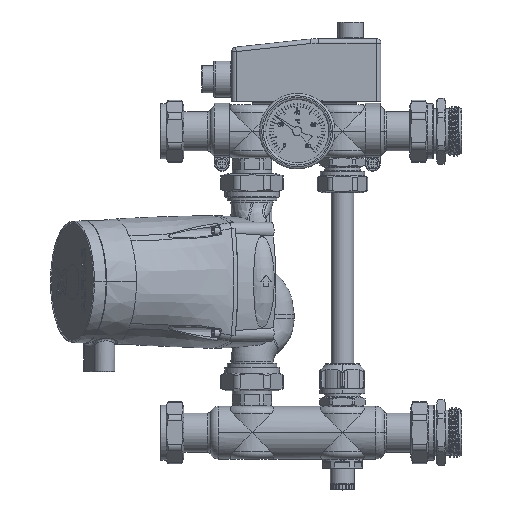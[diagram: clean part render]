
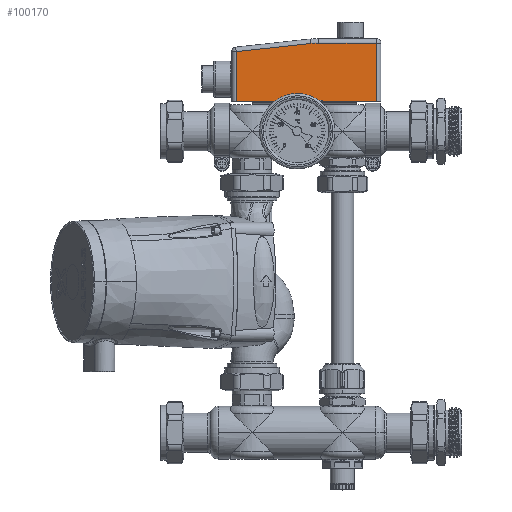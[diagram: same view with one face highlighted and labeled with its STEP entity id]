
A CAD part, top view. The second image highlights one B-rep face of the part: STEP entity #100170.
In plain terms, the highlighted planar face has unit normal (0, 0, 1).
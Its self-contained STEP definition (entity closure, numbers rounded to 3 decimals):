
#99386=DIRECTION('',(1.,0.,0.));
#99387=VECTOR('',#99386,7.);
#99388=CARTESIAN_POINT('',(39.5,20.5,19.5));
#99389=LINE('',#99388,#99387);
#99390=DIRECTION('',(0.,1.,0.));
#99391=VECTOR('',#99390,1.);
#99392=CARTESIAN_POINT('',(39.5,19.5,19.5));
#99393=LINE('',#99392,#99391);
#99394=DIRECTION('',(1.,0.,0.));
#99395=VECTOR('',#99394,50.);
#99396=CARTESIAN_POINT('',(-10.5,19.5,19.5));
#99397=LINE('',#99396,#99395);
#99398=DIRECTION('',(0.,-1.,0.));
#99399=VECTOR('',#99398,33.309);
#99400=CARTESIAN_POINT('',(-10.5,52.809,19.5));
#99401=LINE('',#99400,#99399);
#99402=DIRECTION('',(-0.994,-0.108,0.));
#99403=VECTOR('',#99402,49.917);
#99404=CARTESIAN_POINT('',(39.122,58.223,19.5));
#99405=LINE('',#99404,#99403);
#99406=CARTESIAN_POINT('',(44.219,11.5,19.5));
#99407=DIRECTION('',(0.,0.,1.));
#99408=DIRECTION('',(0.,1.,0.));
#99409=AXIS2_PLACEMENT_3D('',#99406,#99407,#99408);
#99411=DIRECTION('',(-1.,0.,0.));
#99412=VECTOR('',#99411,38.281);
#99413=CARTESIAN_POINT('',(82.5,58.5,19.5));
#99414=LINE('',#99413,#99412);
#99415=DIRECTION('',(0.,1.,0.));
#99416=VECTOR('',#99415,39.);
#99417=CARTESIAN_POINT('',(82.5,19.5,19.5));
#99418=LINE('',#99417,#99416);
#99419=DIRECTION('',(1.,0.,0.));
#99420=VECTOR('',#99419,36.);
#99421=CARTESIAN_POINT('',(46.5,19.5,19.5));
#99422=LINE('',#99421,#99420);
#99423=DIRECTION('',(0.,1.,0.));
#99424=VECTOR('',#99423,1.);
#99425=CARTESIAN_POINT('',(46.5,19.5,19.5));
#99426=LINE('',#99425,#99424);
#99907=CARTESIAN_POINT('',(82.5,19.5,19.5));
#99909=VERTEX_POINT('',#99907);
#99914=CARTESIAN_POINT('',(-10.5,19.5,19.5));
#99916=VERTEX_POINT('',#99914);
#99922=CARTESIAN_POINT('',(44.219,58.5,19.5));
#99923=CARTESIAN_POINT('',(39.122,58.223,19.5));
#99924=VERTEX_POINT('',#99922);
#99925=VERTEX_POINT('',#99923);
#99930=CARTESIAN_POINT('',(-10.5,52.809,19.5));
#99931=VERTEX_POINT('',#99930);
#99960=CARTESIAN_POINT('',(82.5,58.5,19.5));
#99961=VERTEX_POINT('',#99960);
#100026=CARTESIAN_POINT('',(39.5,20.5,19.5));
#100027=CARTESIAN_POINT('',(46.5,20.5,19.5));
#100028=VERTEX_POINT('',#100026);
#100029=VERTEX_POINT('',#100027);
#100030=CARTESIAN_POINT('',(39.5,19.5,19.5));
#100031=VERTEX_POINT('',#100030);
#100032=CARTESIAN_POINT('',(46.5,19.5,19.5));
#100033=VERTEX_POINT('',#100032);
#100145=CARTESIAN_POINT('',(-13.5,19.5,19.5));
#100146=DIRECTION('',(0.,0.,1.));
#100147=DIRECTION('',(1.,0.,0.));
#100148=AXIS2_PLACEMENT_3D('',#100145,#100146,#100147);
#100149=PLANE('',#100148);
#100151=ORIENTED_EDGE('',*,*,#100150,.F.);
#100153=ORIENTED_EDGE('',*,*,#100152,.F.);
#100154=ORIENTED_EDGE('',*,*,#100091,.F.);
#100156=ORIENTED_EDGE('',*,*,#100155,.F.);
#100158=ORIENTED_EDGE('',*,*,#100157,.F.);
#100160=ORIENTED_EDGE('',*,*,#100159,.F.);
#100162=ORIENTED_EDGE('',*,*,#100161,.F.);
#100164=ORIENTED_EDGE('',*,*,#100163,.F.);
#100165=ORIENTED_EDGE('',*,*,#100098,.F.);
#100167=ORIENTED_EDGE('',*,*,#100166,.T.);
#100168=EDGE_LOOP('',(#100151,#100153,#100154,#100156,#100158,#100160,#100162,
#100164,#100165,#100167));
#100169=FACE_OUTER_BOUND('',#100168,.F.);
#100170=ADVANCED_FACE('',(#100169),#100149,.T.);
#99410=CIRCLE('',#99409,47.);
#100091=EDGE_CURVE('',#99916,#100031,#99397,.T.);
#100098=EDGE_CURVE('',#100033,#99909,#99422,.T.);
#100150=EDGE_CURVE('',#100028,#100029,#99389,.T.);
#100152=EDGE_CURVE('',#100031,#100028,#99393,.T.);
#100155=EDGE_CURVE('',#99931,#99916,#99401,.T.);
#100157=EDGE_CURVE('',#99925,#99931,#99405,.T.);
#100159=EDGE_CURVE('',#99924,#99925,#99410,.T.);
#100161=EDGE_CURVE('',#99961,#99924,#99414,.T.);
#100163=EDGE_CURVE('',#99909,#99961,#99418,.T.);
#100166=EDGE_CURVE('',#100033,#100029,#99426,.T.);
